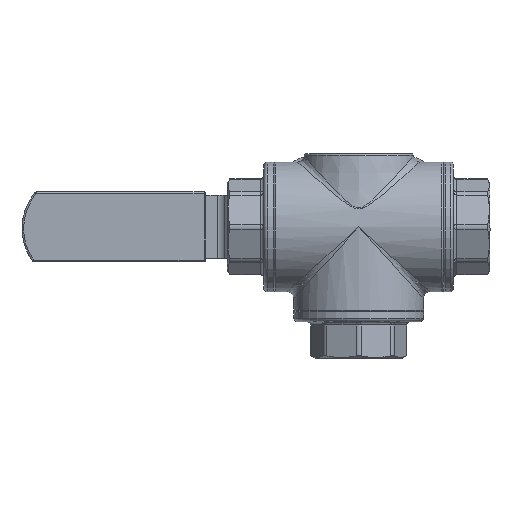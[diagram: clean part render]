
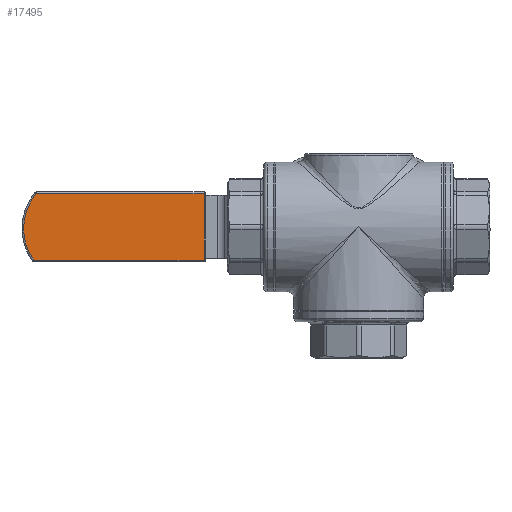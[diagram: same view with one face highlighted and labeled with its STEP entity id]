
A CAD part, front view. The second image highlights one B-rep face of the part: STEP entity #17495.
In plain terms, the highlighted planar face has unit normal (0, -1, 0).
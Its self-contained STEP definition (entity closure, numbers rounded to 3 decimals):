
#382=PLANE('',#18942);
#1507=LINE('',#38102,#2874);
#1508=LINE('',#38105,#2875);
#1509=LINE('',#38107,#2876);
#2874=VECTOR('',#22012,1000.);
#2875=VECTOR('',#22013,1000.);
#2876=VECTOR('',#22014,1000.);
#4361=CIRCLE('',#18943,16.5);
#7365=ORIENTED_EDGE('',*,*,#11501,.T.);
#7366=ORIENTED_EDGE('',*,*,#11502,.T.);
#7367=ORIENTED_EDGE('',*,*,#11503,.T.);
#7368=ORIENTED_EDGE('',*,*,#11504,.T.);
#11501=EDGE_CURVE('',#13685,#13686,#1507,.T.);
#11502=EDGE_CURVE('',#13686,#13687,#1508,.T.);
#11503=EDGE_CURVE('',#13687,#13688,#1509,.T.);
#11504=EDGE_CURVE('',#13688,#13685,#4361,.T.);
#13685=VERTEX_POINT('',#38103);
#13686=VERTEX_POINT('',#38104);
#13687=VERTEX_POINT('',#38106);
#13688=VERTEX_POINT('',#38108);
#15310=EDGE_LOOP('',(#7365,#7366,#7367,#7368));
#16438=FACE_BOUND('',#15310,.T.);
#17495=ADVANCED_FACE('',(#16438),#382,.F.);
#18942=AXIS2_PLACEMENT_3D('',#38101,#22010,#22011);
#18943=AXIS2_PLACEMENT_3D('',#38109,#22015,#22016);
#22010=DIRECTION('',(0.,1.,0.));
#22011=DIRECTION('',(1.,0.,0.));
#22012=DIRECTION('',(1.,0.,0.));
#22013=DIRECTION('',(0.,0.,1.));
#22014=DIRECTION('',(-1.,0.,0.));
#22015=DIRECTION('',(0.,-1.,0.));
#22016=DIRECTION('',(0.,0.,1.));
#38101=CARTESIAN_POINT('',(-46.,66.17,10.5));
#38102=CARTESIAN_POINT('',(-46.,66.17,-10.));
#38103=CARTESIAN_POINT('',(-97.743,66.17,-10.));
#38104=CARTESIAN_POINT('',(-46.5,66.17,-10.));
#38105=CARTESIAN_POINT('',(-46.5,66.17,10.5));
#38106=CARTESIAN_POINT('',(-46.5,66.17,10.));
#38107=CARTESIAN_POINT('',(-46.,66.17,10.));
#38108=CARTESIAN_POINT('',(-97.011,66.17,10.));
#38109=CARTESIAN_POINT('',(-84.267,66.17,-0.48));
